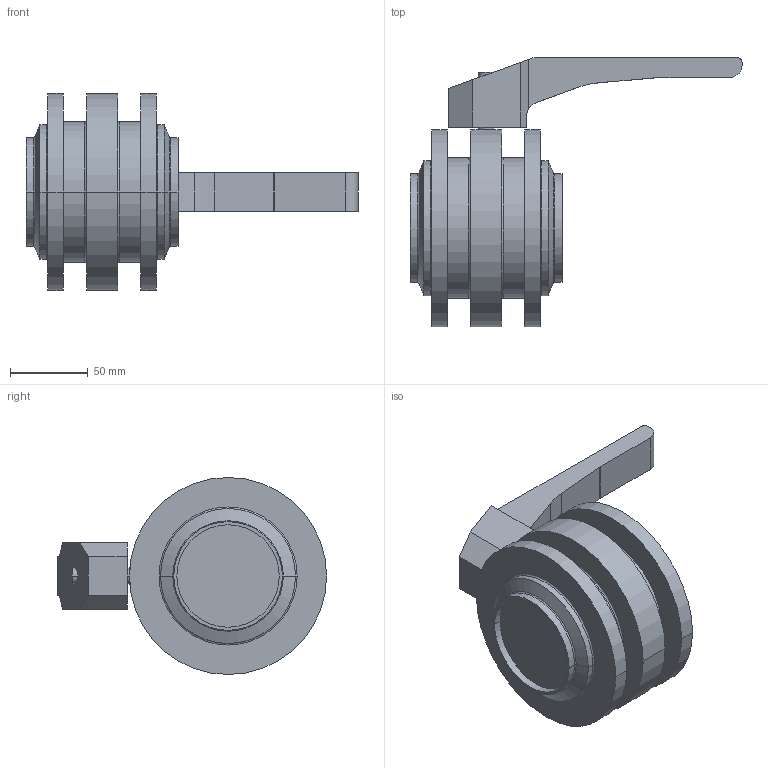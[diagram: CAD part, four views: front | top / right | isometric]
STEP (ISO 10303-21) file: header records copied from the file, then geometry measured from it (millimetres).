
FILE_DESCRIPTION(('OneSpaceDesigner STEP Export'),'2;1');
FILE_NAME('SVS1F-65-H-12S.stp','2007-05-29T11:35:52',(''),(''),'OneSpace Designer STEP processor for AP214 (Solid Model)','OneSpace Modeling 15.00 06-Feb-2007 (C) CoCreate Software GmbH','');
FILE_SCHEMA(('AUTOMOTIVE_DESIGN { 1 0 10303 214 1 1 1 1 }'));
Length unit declared in the file: millimetre
Products named in the file (3): SVS1F-65-H-12S; Handhebel-SV-40-100.; SVS1F-65-H-12S-vereint
Assembly tree (2 placements, depth 2):
  SVS1F-65-H-12S-vereint
    Handhebel-SV-40-100.
    SVS1F-65-H-12S
Bounding box: 214 x 173.5 x 127 mm (x, y, z)
Volume: 928648.5 mm3; surface area: 102885.1 mm2
Topology: 2 solids, 2 shells, 76 faces, 167 edges, 104 vertices
Faces by surface type: cylinder 31, plane 29, torus 12, cone 4
Entity records: 2305 total; most frequent: CARTESIAN_POINT 696, ORIENTED_EDGE 334, DIRECTION 303, EDGE_CURVE 167, AXIS2_PLACEMENT_3D 113, VERTEX_POINT 104, EDGE_LOOP 85, VECTOR 77
